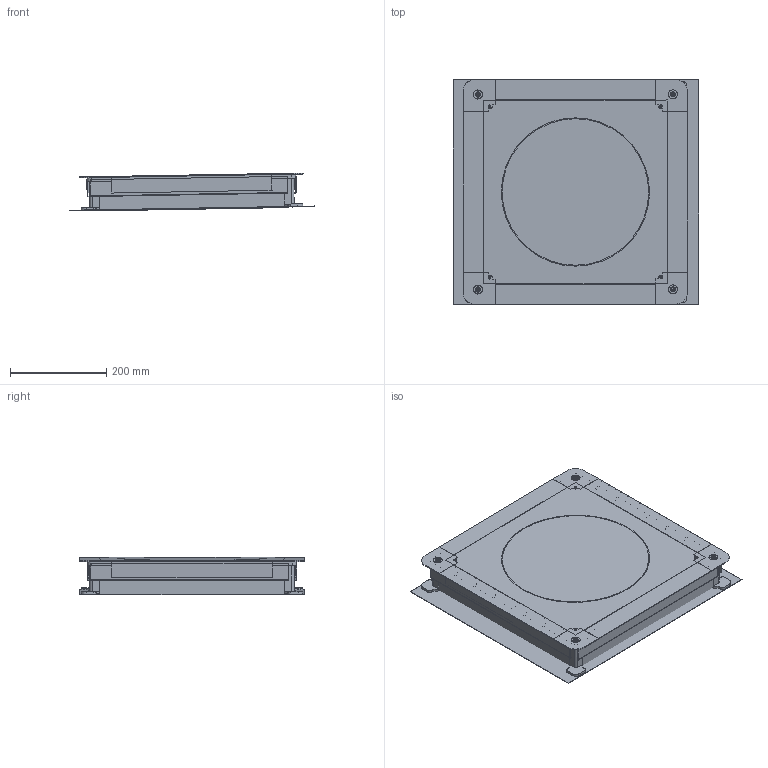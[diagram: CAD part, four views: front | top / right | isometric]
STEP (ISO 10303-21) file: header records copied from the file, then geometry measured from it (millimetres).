
FILE_DESCRIPTION (( 'STEP AP214' ), '1' );
FILE_NAME ('7410124.stp', '2021-02-10T06:54:08', ( '' ), ( '' ), 'SwSTEP 2.0', 'SolidWorks 2020', '' );
FILE_SCHEMA (( 'AUTOMOTIVE_DESIGN' ));
Length unit declared in the file: millimetre
Products named in the file (17): 001069_Mit  Tasche f〉 Fallblech; P_001285T2_1_Standard; 43226C_Žnderung auf UDF 3; P_001285T1_1_UZD 3 f〉 GESR 9; 001070_Standard; 001068_Standard; 001071_35104101 L=68 mm; 001076_Standard; 001065_Standard; 001072_Standard; 001172_Schieber ge”ffnet_4; 43519G_Standard; 001172_Schieber ge”ffnet_2; 42955C_Standard; 001172_Schieber ge”ffnet_3; 001172_Schieber ge”ffnet; 7410124
Assembly tree (37 placements, depth 4):
  7410124
    P_001285T2_1_Standard
      001076_Standard
      001172_Schieber ge”ffnet
        001070_Standard
      43226C_Žnderung auf UDF 3  x4
      001172_Schieber ge”ffnet_2
        001070_Standard
      001172_Schieber ge”ffnet_3
        001070_Standard
      001172_Schieber ge”ffnet_4
        001070_Standard
    P_001285T1_1_UZD 3 f〉 GESR 9
      001071_35104101 L=68 mm  x4
      001065_Standard  x4
      001069_Mit  Tasche f〉 Fallblech  x4
      001068_Standard  x4
      001072_Standard  x4
      42955C_Standard
      43519G_Standard
Bounding box: 510.17 x 467.25 x 79.01 mm (x, y, z)
Volume: 1662823.7 mm3; surface area: 1549184 mm2
Topology: 31 solids, 31 shells, 2476 faces, 6414 edges, 4016 vertices
Faces by surface type: plane 1994, cylinder 286, bspline 192, cone 4
Full cylindrical faces by diameter (mm): 3.3 x4, 5.2 x8, 5.3 x4, 6 x4, 7 x8, 8.2 x4, 10.6 x4, 12 x4, 18.5 x4, 18.8 x4, 305 x1, 308.5 x1
Entity records: 27406 total; most frequent: CARTESIAN_POINT 4182, ORIENTED_EDGE 3266, DIRECTION 2906, EDGE_CURVE 1633, LINE 1456, VECTOR 1456, VERTEX_POINT 1041, EDGE_LOOP 760
